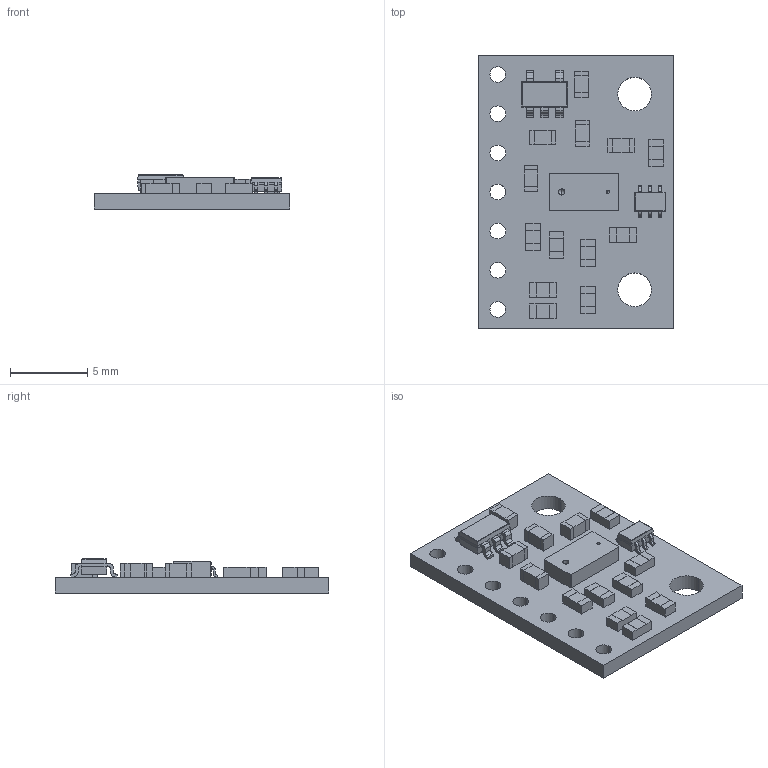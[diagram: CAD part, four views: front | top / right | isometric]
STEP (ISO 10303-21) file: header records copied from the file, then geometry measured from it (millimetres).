
FILE_DESCRIPTION (( 'STEP AP214' ), '1' );
FILE_NAME ('vl53l0x-vl53l1x-and-vl53l3cx-carrier-model.step', '2020-08-28T01:29:11', ( '' ), ( '' ), 'SwSTEP 2.0', 'SolidWorks 2020', '' );
FILE_SCHEMA (( 'AUTOMOTIVE_DESIGN' ));
Length unit declared in the file: millimetre
Products named in the file (1): vl53l0x-vl53l1x-and-vl53l3cx-carrier-model
Bounding box: 12.7 x 17.78 x 2.21 mm (x, y, z)
Volume: 251.7 mm3; surface area: 631.6 mm2
Topology: 1 solids, 1 shells, 714 faces, 1913 edges, 1242 vertices
Faces by surface type: plane 483, bspline 139, cylinder 88, sphere 4
Entity records: 34393 total; most frequent: CARTESIAN_POINT 9603, ORIENTED_EDGE 3810, DIRECTION 2881, EDGE_CURVE 1905, VECTOR 1433, LINE 1433, VERTEX_POINT 1238, EDGE_LOOP 795
